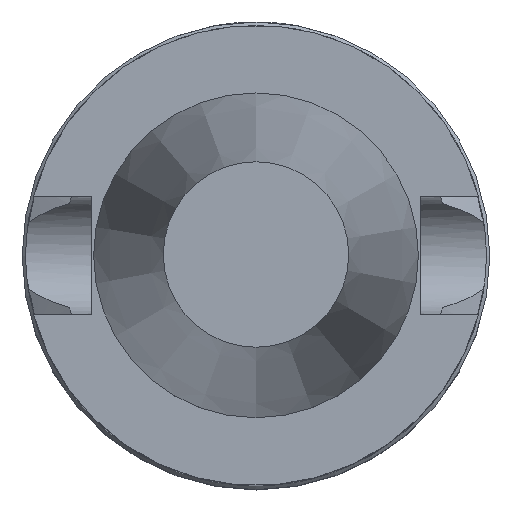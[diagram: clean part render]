
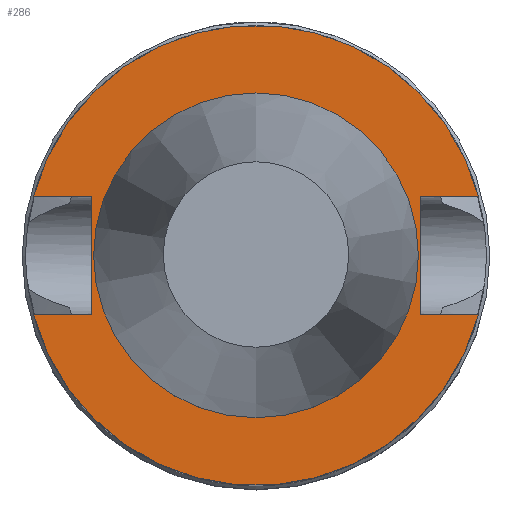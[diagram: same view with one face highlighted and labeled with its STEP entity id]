
A CAD part, top view. The second image highlights one B-rep face of the part: STEP entity #286.
In plain terms, the highlighted planar face has unit normal (0, 0, 1).
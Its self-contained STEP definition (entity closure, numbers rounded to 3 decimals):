
#118=EDGE_CURVE('240[2]',#351,#352,#353,.T.);
#134=EDGE_CURVE('240[2]',#352,#378,#379,.T.);
#144=EDGE_CURVE('240[2]',#396,#378,#397,.T.);
#150=EDGE_CURVE('240[2]',#396,#406,#407,.T.);
#214=EDGE_CURVE('240[2]',#406,#500,#501,.T.);
#216=EDGE_CURVE('240[2]',#503,#503,#504,.T.);
#226=EDGE_CURVE('240[2]',#477,#351,#517,.T.);
#228=EDGE_CURVE('240[2]',#500,#362,#519,.T.);
#286=ADVANCED_FACE('240[2]',(#595,#596),#597,.T.);
#288=EDGE_CURVE('240[2]',#477,#362,#599,.T.);
#351=VERTEX_POINT('',#678);
#352=VERTEX_POINT('',#679);
#353=LINE('',#680,#681);
#362=VERTEX_POINT('',#702);
#378=VERTEX_POINT('',#723);
#379=LINE('',#724,#725);
#396=VERTEX_POINT('',#775);
#397=CIRCLE('',#776,31.5);
#406=VERTEX_POINT('',#797);
#407=LINE('',#798,#799);
#477=VERTEX_POINT('',#930);
#500=VERTEX_POINT('',#961);
#501=LINE('',#962,#963);
#503=VERTEX_POINT('',#966);
#504=CIRCLE('',#967,22.225);
#517=LINE('',#984,#985);
#519=LINE('',#988,#989);
#595=FACE_OUTER_BOUND('',#1248,.T.);
#596=FACE_BOUND('',#1249,.T.);
#597=PLANE('',#1250);
#599=CIRCLE('',#1253,31.5);
#678=CARTESIAN_POINT('',(22.5,-8.05,-1.));
#679=CARTESIAN_POINT('',(22.5,8.05,-1.));
#680=CARTESIAN_POINT('',(22.5,13.431,-1.));
#681=VECTOR('',#1344,1.0);
#702=CARTESIAN_POINT('',(-30.454,-8.05,-1.));
#723=CARTESIAN_POINT('',(30.454,8.05,-1.));
#724=CARTESIAN_POINT('',(11.25,8.05,-1.));
#725=VECTOR('',#1366,1.0);
#775=CARTESIAN_POINT('',(-30.454,8.05,-1.));
#776=AXIS2_PLACEMENT_3D('',#1370,#1371,#1372);
#797=CARTESIAN_POINT('',(-22.5,8.05,-1.));
#798=CARTESIAN_POINT('',(-11.25,8.05,-1.));
#799=VECTOR('',#1376,1.0);
#930=CARTESIAN_POINT('',(30.454,-8.05,-1.));
#961=CARTESIAN_POINT('',(-22.5,-8.05,-1.));
#962=CARTESIAN_POINT('',(-22.5,13.431,-1.));
#963=VECTOR('',#1479,1.0);
#966=CARTESIAN_POINT('',(0.,22.225,-1.));
#967=AXIS2_PLACEMENT_3D('',#1480,#1481,#1482);
#984=CARTESIAN_POINT('',(11.25,-8.05,-1.));
#985=VECTOR('',#1500,1.0);
#988=CARTESIAN_POINT('',(-11.25,-8.05,-1.));
#989=VECTOR('',#1501,1.0);
#1248=EDGE_LOOP('',(#1599,#1600,#1601,#1602,#1603,#1604,#1605,#1606));
#1249=EDGE_LOOP('',(#1607));
#1250=AXIS2_PLACEMENT_3D('',#1608,#1609,#1610);
#1253=AXIS2_PLACEMENT_3D('',#1611,#1612,#1613);
#1344=DIRECTION('',(0.,1.0,0.));
#1366=DIRECTION('',(1.0,0.,0.));
#1370=CARTESIAN_POINT('',(0.,0.,-1.));
#1371=DIRECTION('',(0.,0.,-1.0));
#1372=DIRECTION('',(0.,1.0,0.));
#1376=DIRECTION('',(1.0,0.,0.));
#1479=DIRECTION('',(0.,-1.0,0.));
#1480=CARTESIAN_POINT('',(0.,0.,-1.));
#1481=DIRECTION('',(0.,0.,-1.0));
#1482=DIRECTION('',(0.,1.0,0.));
#1500=DIRECTION('',(-1.0,0.,0.));
#1501=DIRECTION('',(-1.0,0.,0.));
#1599=ORIENTED_EDGE('',*,*,#228,.T.);
#1600=ORIENTED_EDGE('',*,*,#288,.F.);
#1601=ORIENTED_EDGE('',*,*,#226,.T.);
#1602=ORIENTED_EDGE('',*,*,#118,.T.);
#1603=ORIENTED_EDGE('',*,*,#134,.T.);
#1604=ORIENTED_EDGE('',*,*,#144,.F.);
#1605=ORIENTED_EDGE('',*,*,#150,.T.);
#1606=ORIENTED_EDGE('',*,*,#214,.T.);
#1607=ORIENTED_EDGE('',*,*,#216,.T.);
#1608=CARTESIAN_POINT('',(0.,26.863,-1.));
#1609=DIRECTION('',(0.,0.,1.0));
#1610=DIRECTION('',(1.0,0.,0.0));
#1611=CARTESIAN_POINT('',(0.,0.,-1.));
#1612=DIRECTION('',(0.,0.,-1.0));
#1613=DIRECTION('',(0.,1.0,0.));
